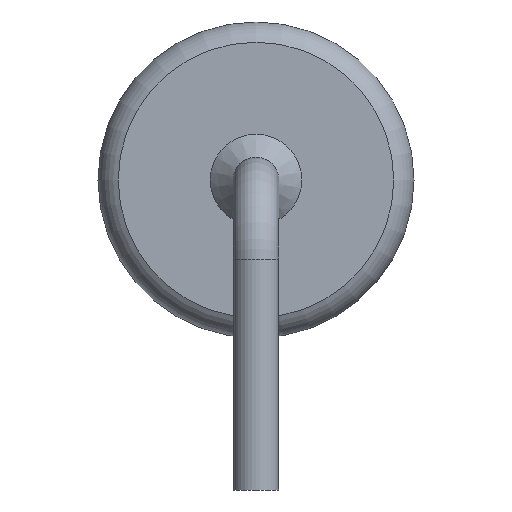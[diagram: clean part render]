
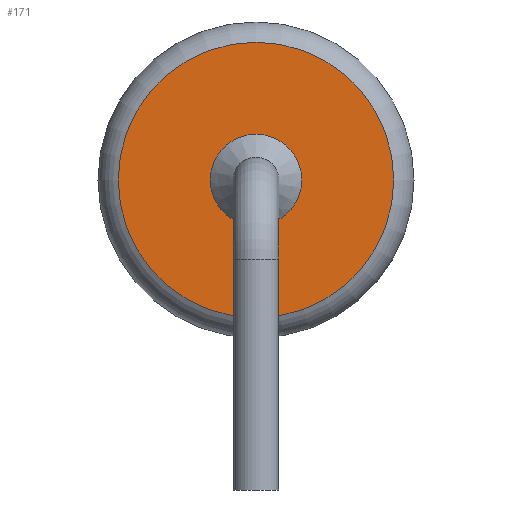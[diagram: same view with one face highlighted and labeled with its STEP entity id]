
A CAD part, left-side view. The second image highlights one B-rep face of the part: STEP entity #171.
In plain terms, the highlighted planar face has unit normal (-1, 0, 0).
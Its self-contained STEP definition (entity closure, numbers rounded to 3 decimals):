
#171=ADVANCED_FACE('',(#502,#504),#506,.T.);
#502=FACE_BOUND('',#503,.T.);
#503=EDGE_LOOP('',(#767));
#504=FACE_BOUND('',#505,.T.);
#505=EDGE_LOOP('',(#768));
#506=PLANE('',#507);
#507=AXIS2_PLACEMENT_3D('',#508,#509,#510);
#508=CARTESIAN_POINT('',(-7.747,0.,3.007));
#509=DIRECTION('',(-1.,-0.,-0.));
#510=DIRECTION('',(0.,0.,-1.));
#767=ORIENTED_EDGE('',*,*,#824,.F.);
#768=ORIENTED_EDGE('',*,*,#825,.T.);
#824=EDGE_CURVE('',#862,#862,#863,.T.);
#825=EDGE_CURVE('',#864,#864,#865,.T.);
#862=VERTEX_POINT('',#944);
#863=CIRCLE('',#945,2.447);
#864=VERTEX_POINT('',#949);
#865=CIRCLE('',#950,0.813);
#944=CARTESIAN_POINT('',(-7.747,0.,0.56));
#945=AXIS2_PLACEMENT_3D('',#946,#947,#948);
#946=CARTESIAN_POINT('',(-7.747,0.,3.007));
#947=DIRECTION('',(1.,0.,0.));
#948=DIRECTION('',(0.,0.,-1.));
#949=CARTESIAN_POINT('',(-7.747,0.,2.194));
#950=AXIS2_PLACEMENT_3D('',#951,#952,#953);
#951=CARTESIAN_POINT('',(-7.747,0.,3.007));
#952=DIRECTION('',(1.,0.,0.));
#953=DIRECTION('',(0.,0.,-1.));
